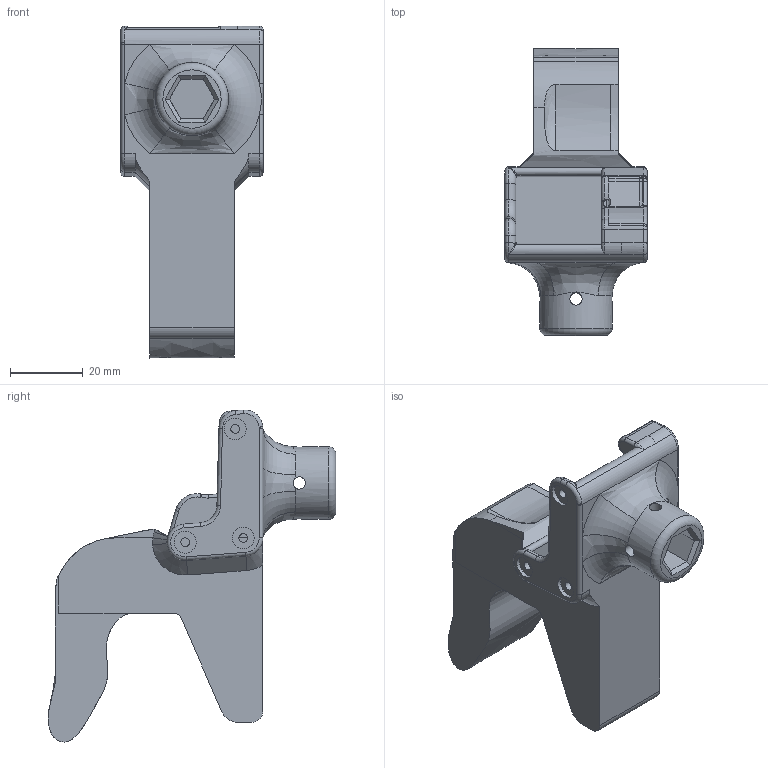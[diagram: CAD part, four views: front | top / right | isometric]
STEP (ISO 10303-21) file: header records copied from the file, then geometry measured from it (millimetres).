
FILE_DESCRIPTION(('HOOPS Exchange Step'),'2;1');
FILE_NAME('temp_export','2025-01-14T13:38:03+10:00',('mobile'),('Shapr3D Limited'),'HOOPS Exchange 2024.6','Shapr3D','Authorized');
FILE_SCHEMA( ('AP242_MANAGED_MODEL_BASED_3D_ENGINEERING_MIM_LF {1 0 10303 442 1 1 4 }') );
Length unit declared in the file: millimetre
Products named in the file (6): handle.step; Handle; Franka.step; Handle.step; root
Assembly tree (5 placements, depth 6):
  root
    Handle.step
      Handle.step
        Franka.step
          Handle
            handle.step
Bounding box: 39 x 78.88 x 91.12 mm (x, y, z)
Volume: 64428.5 mm3; surface area: 17453.5 mm2
Topology: 1 solids, 1 shells, 205 faces, 547 edges, 339 vertices
Faces by surface type: cylinder 68, plane 60, torus 37, bspline 26, cone 8, sphere 5, offset 1
Full cylindrical faces by diameter (mm): 2.4 x3, 3.4 x4, 6 x3, 20 x1
Entity records: 12285 total; most frequent: CARTESIAN_POINT 7143, ORIENTED_EDGE 1082, DIRECTION 1042, EDGE_CURVE 541, AXIS2_PLACEMENT_3D 416, VERTEX_POINT 339, EDGE_LOOP 220, FACE_BOUND 220
